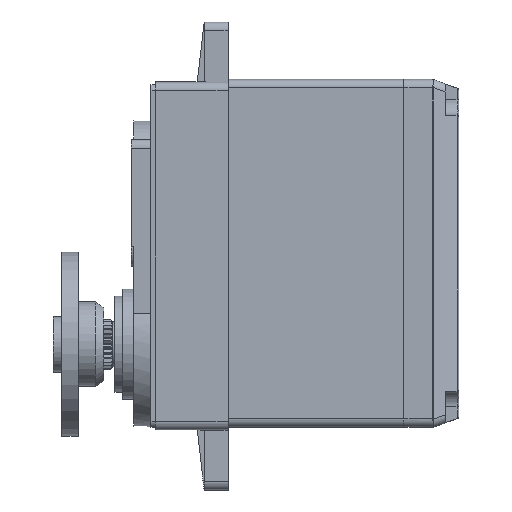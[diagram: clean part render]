
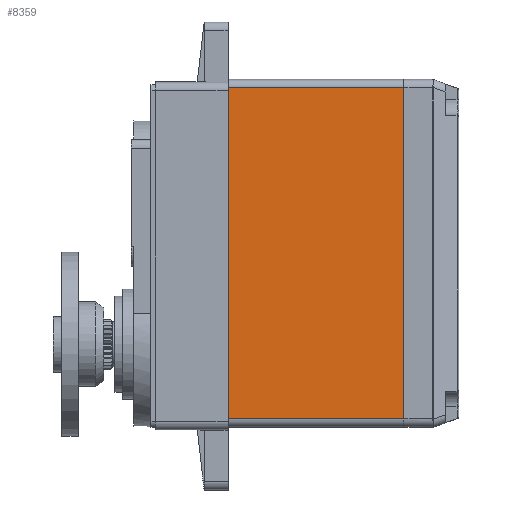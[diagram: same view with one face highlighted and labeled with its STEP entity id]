
A CAD part, left-side view. The second image highlights one B-rep face of the part: STEP entity #8359.
In plain terms, the highlighted planar face has unit normal (-1, 0, 0).
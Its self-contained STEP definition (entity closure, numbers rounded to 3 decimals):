
#217=PLANE('',#8957);
#572=FACE_OUTER_BOUND('',#1054,.T.);
#1054=EDGE_LOOP('',(#6084,#6085,#6086,#6087));
#1642=LINE('',#12667,#2524);
#1647=LINE('',#12684,#2529);
#1652=LINE('',#12698,#2534);
#1657=LINE('',#12710,#2539);
#2524=VECTOR('',#10084,10.);
#2529=VECTOR('',#10099,10.);
#2534=VECTOR('',#10114,10.);
#2539=VECTOR('',#10129,10.);
#3713=VERTEX_POINT('',#12664);
#3714=VERTEX_POINT('',#12666);
#3721=VERTEX_POINT('',#12682);
#3725=VERTEX_POINT('',#12696);
#4585=EDGE_CURVE('',#3713,#3714,#1642,.T.);
#4594=EDGE_CURVE('',#3721,#3713,#1647,.T.);
#4601=EDGE_CURVE('',#3725,#3721,#1652,.T.);
#4607=EDGE_CURVE('',#3714,#3725,#1657,.T.);
#6084=ORIENTED_EDGE('',*,*,#4585,.F.);
#6085=ORIENTED_EDGE('',*,*,#4594,.F.);
#6086=ORIENTED_EDGE('',*,*,#4601,.F.);
#6087=ORIENTED_EDGE('',*,*,#4607,.F.);
#8359=ADVANCED_FACE('',(#572),#217,.T.);
#8957=AXIS2_PLACEMENT_3D('',#12709,#10127,#10128);
#10084=DIRECTION('',(0.,1.,0.));
#10099=DIRECTION('',(0.,0.,-1.));
#10114=DIRECTION('',(0.,-1.,0.));
#10127=DIRECTION('center_axis',(-1.,0.,0.));
#10128=DIRECTION('ref_axis',(0.,0.,-1.));
#10129=DIRECTION('',(0.,0.,1.));
#12664=CARTESIAN_POINT('',(-9.9,-20.5,-19.3));
#12666=CARTESIAN_POINT('',(-9.9,0.,-19.3));
#12667=CARTESIAN_POINT('',(-9.9,0.,-19.3));
#12682=CARTESIAN_POINT('',(-9.9,-20.5,19.3));
#12684=CARTESIAN_POINT('',(-9.9,-20.5,-20.3));
#12696=CARTESIAN_POINT('',(-9.9,0.,19.3));
#12698=CARTESIAN_POINT('',(-9.9,0.,19.3));
#12709=CARTESIAN_POINT('Origin',(-9.9,0.,20.3));
#12710=CARTESIAN_POINT('',(-9.9,0.,-20.3));
